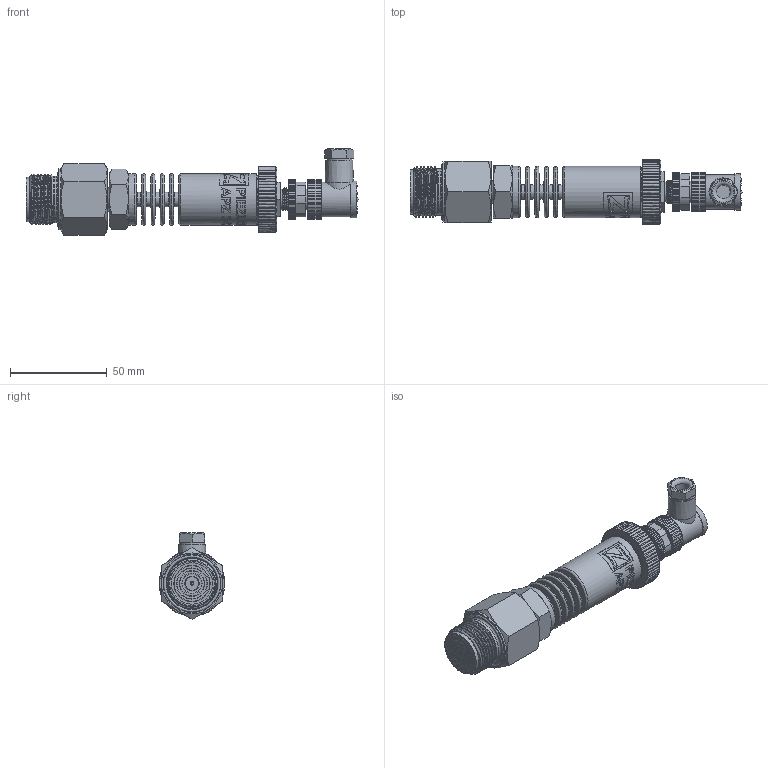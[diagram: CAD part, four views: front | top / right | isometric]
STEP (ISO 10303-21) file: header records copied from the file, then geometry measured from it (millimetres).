
FILE_DESCRIPTION(/* description */ (''),/* implementation_level */ '2;1');
FILE_NAME(/* name */ 'APZ3420m_G3''4DIN-flush_radiator_3.step',/* time_stamp */ '2021-07-06T15:36:15+03:00',/* author */ (''),/* organization */ (''),/* preprocessor_version */ 'ST-DEVELOPER v18.1',/* originating_system */ 'Autodesk Translation Framework v10.9.0.1377',/* authorisation */ '');
FILE_SCHEMA (('AUTOMOTIVE_DESIGN { 1 0 10303 214 3 1 1 }'));
Length unit declared in the file: millimetre
Products named in the file (7): АПЗ 3420м заполненная; G 1/4 EN Radiator; OMAL nut M27x1.5; Ш100.000.002; M12x1 male; M12x1 female angular; G3'4DIN diaphragm 23 v5 (1)
Assembly tree (5 placements, depth 2):
  АПЗ 3420м заполненная
    G 1/4 EN Radiator
    OMAL nut M27x1.5
    Ш100.000.002
    M12x1 male
    M12x1 female angular
  G3'4DIN diaphragm 23 v5 (1)
Bounding box: 171.57 x 34 x 44.68 mm (x, y, z)
Volume: 87600.7 mm3; surface area: 34766.4 mm2
Topology: 19 solids, 19 shells, 1134 faces, 3138 edges, 2101 vertices
Faces by surface type: bspline 493, cylinder 365, plane 199, torus 40, cone 36, sphere 1
Full cylindrical faces by diameter (mm): 1 x12, 1.5 x4, 2 x1, 3.3 x1, 4 x1, 5 x2, 5.1 x1, 7 x1, 7.5 x5, 8 x2, 8.2 x1, 9.471 x2, 9.5 x2, 10.6 x2, 10.741 x6, 11 x1, 11.035 x4, 11.156 x1, 11.445 x5, 11.884 x5, 12.152 x4, 13 x1, 13.157 x9, 14 x1, 14.137 x4, 14.526 x3, 15.85 x3, 16.203 x3, 18 x1, 19 x1
Entity records: 71337 total; most frequent: CARTESIAN_POINT 45803, ORIENTED_EDGE 6274, DIRECTION 3705, EDGE_CURVE 3137, VERTEX_POINT 2101, AXIS2_PLACEMENT_3D 1364, B_SPLINE_CURVE_WITH_KNOTS 1356, EDGE_LOOP 1214
